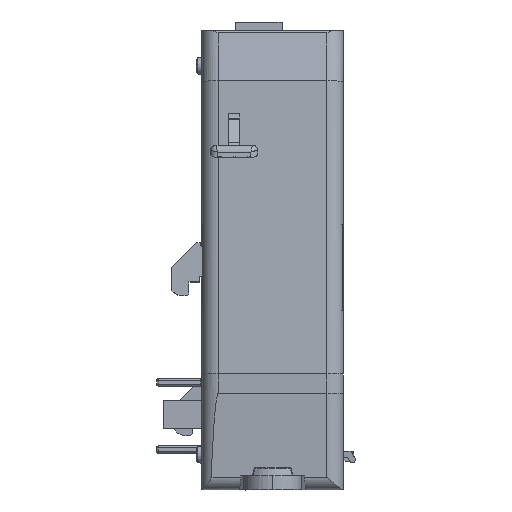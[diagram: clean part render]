
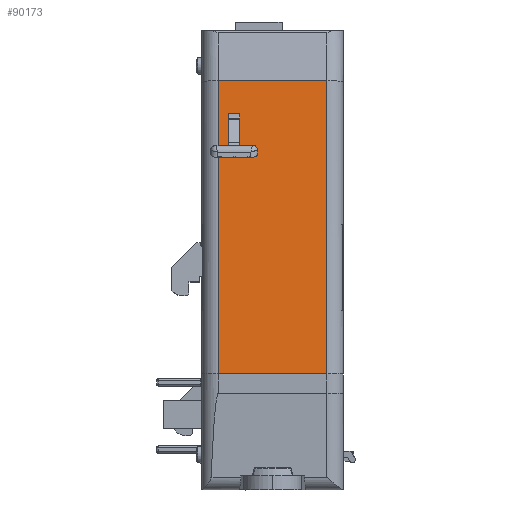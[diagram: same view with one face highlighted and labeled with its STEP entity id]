
A CAD part, front view. The second image highlights one B-rep face of the part: STEP entity #90173.
In plain terms, the highlighted planar face has unit normal (0, -0.999, 0.044).
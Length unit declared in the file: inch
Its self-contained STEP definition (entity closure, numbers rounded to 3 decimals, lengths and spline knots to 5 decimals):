
#4014 = VERTEX_POINT ( 'NONE', #199178 ) ;
#4150 = LINE ( 'NONE', #53207, #194302 ) ;
#7867 = LINE ( 'NONE', #122100, #175321 ) ;
#12155 = VECTOR ( 'NONE', #191996, 39.37008 ) ;
#12401 = FACE_BOUND ( 'NONE', #194928, .T. ) ;
#15947 = VECTOR ( 'NONE', #163880, 39.37008 ) ;
#21006 = LINE ( 'NONE', #182843, #15947 ) ;
#21278 = CARTESIAN_POINT ( 'NONE',  ( 0.51828, -1.73772, -0.26054 ) ) ;
#26404 = VERTEX_POINT ( 'NONE', #162016 ) ;
#28033 = VECTOR ( 'NONE', #91584, 39.37008 ) ;
#29555 = EDGE_CURVE ( 'NONE', #26404, #129009, #100922, .T. ) ;
#29792 = CARTESIAN_POINT ( 'NONE',  ( -0.17505, -1.92586, -4.56957 ) ) ;
#32661 = ORIENTED_EDGE ( 'NONE', *, *, #29555, .F. ) ;
#39909 = CARTESIAN_POINT ( 'NONE',  ( 0.63541, -1.73772, -0.26054 ) ) ;
#41688 = ORIENTED_EDGE ( 'NONE', *, *, #148479, .F. ) ;
#42555 = EDGE_CURVE ( 'NONE', #26404, #142380, #21006, .T. ) ;
#51848 = CARTESIAN_POINT ( 'NONE',  ( -0.17505, -1.75976, -0.76539 ) ) ;
#53207 = CARTESIAN_POINT ( 'NONE',  ( -0.24746, -1.82827, -2.33452 ) ) ;
#63449 = ORIENTED_EDGE ( 'NONE', *, *, #164349, .T. ) ;
#68251 = ORIENTED_EDGE ( 'NONE', *, *, #163057, .T. ) ;
#71521 = DIRECTION ( 'NONE',  ( 0., -0.044, -0.999 ) ) ;
#73423 = LINE ( 'NONE', #189397, #189955 ) ;
#74725 = VERTEX_POINT ( 'NONE', #183233 ) ;
#81817 = EDGE_CURVE ( 'NONE', #142415, #171554, #179496, .T. ) ;
#82069 = DIRECTION ( 'NONE',  ( 0., -0.044, -0.999 ) ) ;
#88914 = DIRECTION ( 'NONE',  ( 0., -0.999, 0.044 ) ) ;
#90173 = ADVANCED_FACE ( 'NONE', ( #98755, #12401 ), #140735, .T. ) ;
#91584 = DIRECTION ( 'NONE',  ( -1., 0., 0. ) ) ;
#97936 = CARTESIAN_POINT ( 'NONE',  ( -0.24746, -1.82827, -2.33452 ) ) ;
#98755 = FACE_OUTER_BOUND ( 'NONE', #155630, .T. ) ;
#100922 = LINE ( 'NONE', #190323, #131451 ) ;
#103193 = ORIENTED_EDGE ( 'NONE', *, *, #42555, .T. ) ;
#104170 = LINE ( 'NONE', #39909, #28033 ) ;
#105317 = DIRECTION ( 'NONE',  ( 0., -0.044, -0.999 ) ) ;
#108117 = VECTOR ( 'NONE', #82069, 39.37008 ) ;
#108764 = DIRECTION ( 'NONE',  ( -1., 0., 0. ) ) ;
#111121 = CARTESIAN_POINT ( 'NONE',  ( -0.09629, -1.74776, -0.49051 ) ) ;
#112764 = CARTESIAN_POINT ( 'NONE',  ( -0.09629, -1.92586, -4.56957 ) ) ;
#119998 = CARTESIAN_POINT ( 'NONE',  ( -0.17505, -1.74776, -0.49051 ) ) ;
#122100 = CARTESIAN_POINT ( 'NONE',  ( 0.63541, -1.75976, -0.76539 ) ) ;
#129009 = VERTEX_POINT ( 'NONE', #97936 ) ;
#131451 = VECTOR ( 'NONE', #174830, 39.37008 ) ;
#140735 = PLANE ( 'NONE',  #157960 ) ;
#142380 = VERTEX_POINT ( 'NONE', #21278 ) ;
#142415 = VERTEX_POINT ( 'NONE', #51848 ) ;
#148479 = EDGE_CURVE ( 'NONE', #142415, #4014, #7867, .T. ) ;
#155630 = EDGE_LOOP ( 'NONE', ( #32661, #103193, #173904, #63449 ) ) ;
#157960 = AXIS2_PLACEMENT_3D ( 'NONE', #171140, #88914, #105317 ) ;
#162016 = CARTESIAN_POINT ( 'NONE',  ( 0.51828, -1.82827, -2.33452 ) ) ;
#163057 = EDGE_CURVE ( 'NONE', #176905, #4014, #184000, .T. ) ;
#163880 = DIRECTION ( 'NONE',  ( 0., 0.044, 0.999 ) ) ;
#164349 = EDGE_CURVE ( 'NONE', #74725, #129009, #4150, .T. ) ;
#167877 = ORIENTED_EDGE ( 'NONE', *, *, #81817, .T. ) ;
#170031 = EDGE_CURVE ( 'NONE', #142380, #74725, #104170, .T. ) ;
#171140 = CARTESIAN_POINT ( 'NONE',  ( 0.63541, -1.92586, -4.56957 ) ) ;
#171554 = VERTEX_POINT ( 'NONE', #119998 ) ;
#173904 = ORIENTED_EDGE ( 'NONE', *, *, #170031, .T. ) ;
#174830 = DIRECTION ( 'NONE',  ( -1., 0., 0. ) ) ;
#175321 = VECTOR ( 'NONE', #187828, 39.37008 ) ;
#176905 = VERTEX_POINT ( 'NONE', #111121 ) ;
#179496 = LINE ( 'NONE', #29792, #12155 ) ;
#182843 = CARTESIAN_POINT ( 'NONE',  ( 0.51828, -1.92586, -4.56957 ) ) ;
#183233 = CARTESIAN_POINT ( 'NONE',  ( -0.24746, -1.73772, -0.26054 ) ) ;
#184000 = LINE ( 'NONE', #112764, #108117 ) ;
#187828 = DIRECTION ( 'NONE',  ( 1., 0., 0. ) ) ;
#189397 = CARTESIAN_POINT ( 'NONE',  ( -0.13567, -1.74776, -0.49051 ) ) ;
#189955 = VECTOR ( 'NONE', #108764, 39.37008 ) ;
#190323 = CARTESIAN_POINT ( 'NONE',  ( 0.63541, -1.82827, -2.33452 ) ) ;
#191996 = DIRECTION ( 'NONE',  ( 0., 0.044, 0.999 ) ) ;
#194302 = VECTOR ( 'NONE', #71521, 39.37008 ) ;
#194374 = EDGE_CURVE ( 'NONE', #176905, #171554, #73423, .T. ) ;
#194928 = EDGE_LOOP ( 'NONE', ( #207942, #68251, #41688, #167877 ) ) ;
#199178 = CARTESIAN_POINT ( 'NONE',  ( -0.09629, -1.75976, -0.76539 ) ) ;
#207942 = ORIENTED_EDGE ( 'NONE', *, *, #194374, .F. ) ;
